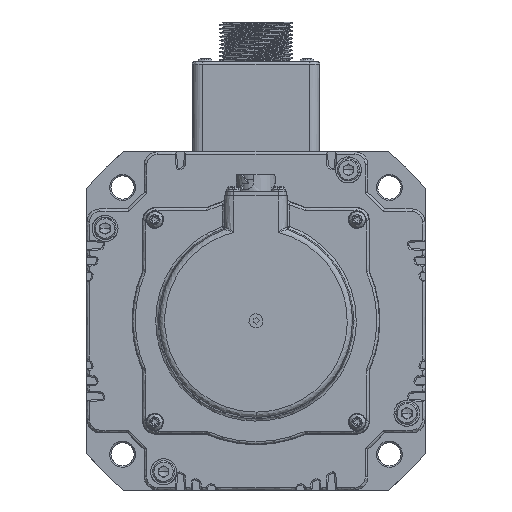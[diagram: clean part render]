
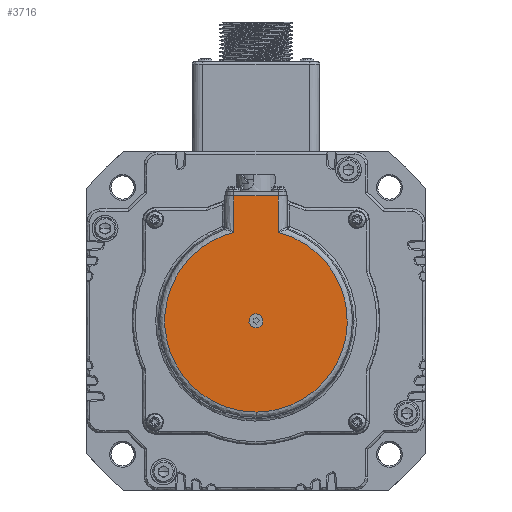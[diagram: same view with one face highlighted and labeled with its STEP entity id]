
A CAD part, front view. The second image highlights one B-rep face of the part: STEP entity #3716.
In plain terms, the highlighted free-form (B-spline) face has degree [1, 1] with [2, 2] control points.
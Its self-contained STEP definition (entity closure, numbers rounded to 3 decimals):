
#1390=CARTESIAN_POINT('',(934.383,-241.,-17.));
#1391=VERTEX_POINT('',#1390);
#1398=CARTESIAN_POINT('',(951.617,-241.,-17.));
#1399=VERTEX_POINT('',#1398);
#1400=CARTESIAN_POINT('',(951.617,-241.,-17.));
#1401=CARTESIAN_POINT('',(934.383,-241.,-17.));
#1402=B_SPLINE_CURVE_WITH_KNOTS('',1,(#1400,#1401),.POLYLINE_FORM.,.F.,.U.,(2,2),(0.,1.),.UNSPECIFIED.);
#1403=EDGE_CURVE('',#1399,#1391,#1402,.T.);
#3632=CARTESIAN_POINT('',(934.383,-241.,-31.02));
#3633=VERTEX_POINT('',#3632);
#3656=CARTESIAN_POINT('',(934.383,-241.,-17.));
#3657=CARTESIAN_POINT('',(934.383,-241.,-31.02));
#3658=B_SPLINE_CURVE_WITH_KNOTS('',1,(#3656,#3657),.POLYLINE_FORM.,.F.,.U.,(2,2),(0.,1.),.UNSPECIFIED.);
#3659=EDGE_CURVE('',#1391,#3633,#3658,.T.);
#3666=CARTESIAN_POINT('',(823.108,-241.,54.892));
#3667=CARTESIAN_POINT('',(1062.892,-241.,54.892));
#3668=CARTESIAN_POINT('',(823.108,-241.,-184.892));
#3669=CARTESIAN_POINT('',(1062.892,-241.,-184.892));
#3670=B_SPLINE_SURFACE_WITH_KNOTS('',1,1,((#3666,#3667),(#3668,#3669)),.PLANE_SURF.,.F.,.F.,.U.,(2,2),(2,2),(0.,1.),(0.,1.),.UNSPECIFIED.);
#3671=CARTESIAN_POINT('',(943.,-241.,-100.056));
#3672=VERTEX_POINT('',#3671);
#3673=CARTESIAN_POINT('',(943.,-241.,-100.056));
#3674=CARTESIAN_POINT('',(912.048,-241.,-100.056));
#3675=CARTESIAN_POINT('',(908.214,-241.,-69.342));
#3676=CARTESIAN_POINT('',(904.381,-241.,-38.628));
#3677=CARTESIAN_POINT('',(934.383,-241.,-31.02));
#3678=(BOUNDED_CURVE()B_SPLINE_CURVE(2,(#3673,#3674,#3675,#3676,#3677),.CIRCULAR_ARC.,.F.,.U.)B_SPLINE_CURVE_WITH_KNOTS((3,2,3),(0.5,0.75,1.),.UNSPECIFIED.)CURVE()GEOMETRIC_REPRESENTATION_ITEM()RATIONAL_B_SPLINE_CURVE((1.,0.75,1.,0.75,1.))REPRESENTATION_ITEM(''));
#3679=EDGE_CURVE('',#3672,#3633,#3678,.T.);
#3680=ORIENTED_EDGE('',*,*,#3679,.F.);
#3681=CARTESIAN_POINT('',(951.617,-241.,-31.02));
#3682=VERTEX_POINT('',#3681);
#3683=CARTESIAN_POINT('',(951.617,-241.,-31.02));
#3684=CARTESIAN_POINT('',(981.619,-241.,-38.628));
#3685=CARTESIAN_POINT('',(977.786,-241.,-69.342));
#3686=CARTESIAN_POINT('',(973.952,-241.,-100.056));
#3687=CARTESIAN_POINT('',(943.,-241.,-100.056));
#3688=(BOUNDED_CURVE()B_SPLINE_CURVE(2,(#3683,#3684,#3685,#3686,#3687),.CIRCULAR_ARC.,.F.,.U.)B_SPLINE_CURVE_WITH_KNOTS((3,2,3),(0.,0.25,0.5),.UNSPECIFIED.)CURVE()GEOMETRIC_REPRESENTATION_ITEM()RATIONAL_B_SPLINE_CURVE((1.,0.75,1.,0.75,1.))REPRESENTATION_ITEM(''));
#3689=EDGE_CURVE('',#3682,#3672,#3688,.T.);
#3690=ORIENTED_EDGE('',*,*,#3689,.F.);
#3691=CARTESIAN_POINT('',(951.617,-241.,-17.));
#3692=CARTESIAN_POINT('',(951.617,-241.,-31.02));
#3693=B_SPLINE_CURVE_WITH_KNOTS('',1,(#3691,#3692),.POLYLINE_FORM.,.F.,.U.,(2,2),(0.,1.),.UNSPECIFIED.);
#3694=EDGE_CURVE('',#1399,#3682,#3693,.T.);
#3695=ORIENTED_EDGE('',*,*,#3694,.F.);
#3696=ORIENTED_EDGE('',*,*,#1403,.T.);
#3697=ORIENTED_EDGE('',*,*,#3659,.T.);
#3698=EDGE_LOOP('',(#3680,#3690,#3695,#3696,#3697));
#3699=FACE_OUTER_BOUND('',#3698,.T.);
#3700=CARTESIAN_POINT('',(943.,-241.,-62.25));
#3701=VERTEX_POINT('',#3700);
#3702=CARTESIAN_POINT('',(943.,-241.,-62.25));
#3703=CARTESIAN_POINT('',(940.25,-241.,-62.25));
#3704=CARTESIAN_POINT('',(940.25,-241.,-65.));
#3705=CARTESIAN_POINT('',(940.25,-241.,-67.75));
#3706=CARTESIAN_POINT('',(943.,-241.,-67.75));
#3707=CARTESIAN_POINT('',(945.75,-241.,-67.75));
#3708=CARTESIAN_POINT('',(945.75,-241.,-65.));
#3709=CARTESIAN_POINT('',(945.75,-241.,-62.25));
#3710=CARTESIAN_POINT('',(943.,-241.,-62.25));
#3711=(BOUNDED_CURVE()B_SPLINE_CURVE(2,(#3702,#3703,#3704,#3705,#3706,#3707,#3708,#3709,#3710),.CIRCULAR_ARC.,.T.,.U.)B_SPLINE_CURVE_WITH_KNOTS((3,2,2,2,3),(0.,0.25,0.5,0.75,1.),.UNSPECIFIED.)CURVE()GEOMETRIC_REPRESENTATION_ITEM()RATIONAL_B_SPLINE_CURVE((1.,0.707,1.,0.707,1.,0.707,1.,0.707,1.))REPRESENTATION_ITEM(''));
#3712=EDGE_CURVE('',#3701,#3701,#3711,.T.);
#3713=ORIENTED_EDGE('',*,*,#3712,.F.);
#3714=EDGE_LOOP('',(#3713));
#3715=FACE_BOUND('',#3714,.T.);
#3716=ADVANCED_FACE('',(#3699,#3715),#3670,.T.);
